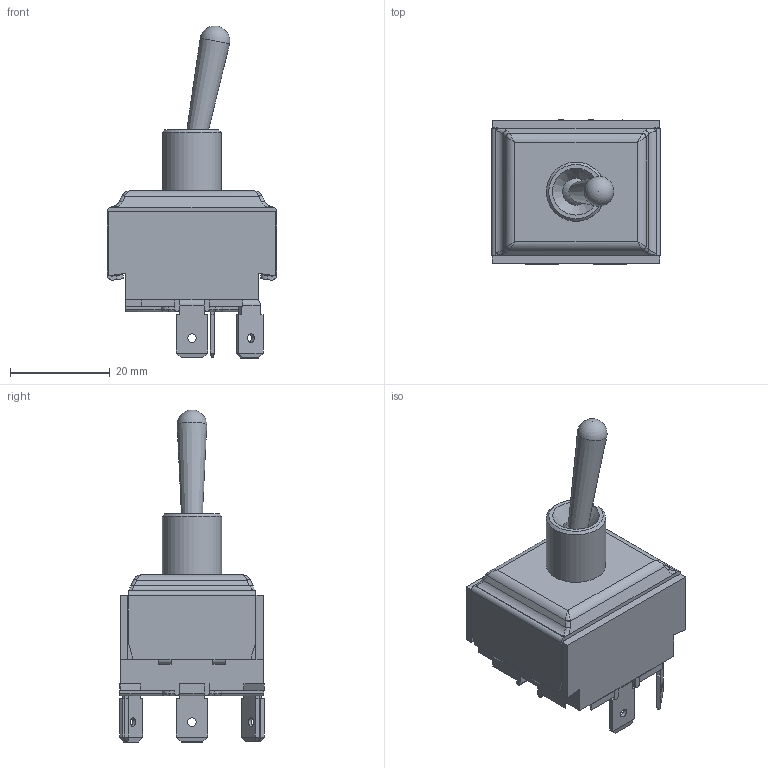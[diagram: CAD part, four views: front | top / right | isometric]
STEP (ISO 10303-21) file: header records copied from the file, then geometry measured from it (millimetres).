
FILE_DESCRIPTION(/* description */ (''),/* implementation_level */ '2;1');
FILE_NAME(/* name */ 'ST34Rx00.stp',/* time_stamp */ '2020-12-18T15:40:18-06:00',/* author */ ('mroman'),/* organization */ (''),/* preprocessor_version */ 'ST-DEVELOPER v18',/* originating_system */ 'Autodesk Inventor 2020',/* authorisation */ '');
FILE_SCHEMA (('AUTOMOTIVE_DESIGN { 1 0 10303 214 3 1 1 }'));
Length unit declared in the file: millimetre
Products named in the file (1): ST34Rx00
Bounding box: 34 x 28.98 x 66.66 mm (x, y, z)
Volume: 21704.9 mm3; surface area: 8525.5 mm2
Topology: 1 solids, 8 shells, 407 faces, 1059 edges, 682 vertices
Faces by surface type: plane 277, cylinder 78, bspline 18, torus 16, cone 15, sphere 3
Full cylindrical faces by diameter (mm): 1.7 x6, 2 x6, 5.4 x2
Entity records: 12884 total; most frequent: CARTESIAN_POINT 2704, DIRECTION 2111, ORIENTED_EDGE 2108, EDGE_CURVE 1054, LINE 749, VECTOR 749, VERTEX_POINT 682, AXIS2_PLACEMENT_3D 681
